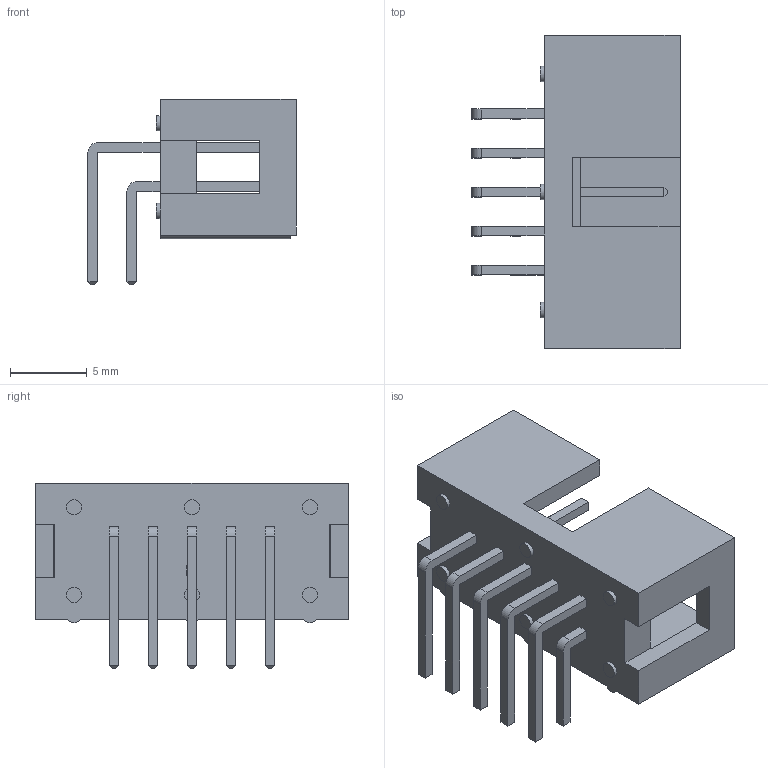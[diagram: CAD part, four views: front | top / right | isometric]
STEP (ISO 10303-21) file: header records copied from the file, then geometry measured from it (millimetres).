
FILE_DESCRIPTION(('FreeCAD Model'),'2;1');
FILE_NAME('Open CASCADE Shape Model','2024-01-07T21:51:23',(''),(''), 'Open CASCADE STEP processor 7.6','FreeCAD','Unknown');
FILE_SCHEMA(('AUTOMOTIVE_DESIGN { 1 0 10303 214 1 1 1 1 }'));
Length unit declared in the file: millimetre
Products named in the file (1): COCO3_RGB
Bounding box: 13.55 x 20.36 x 12.1 mm (x, y, z)
Volume: 819.2 mm3; surface area: 1516.7 mm2
Topology: 1 solids, 1 shells, 235 faces, 573 edges, 360 vertices
Faces by surface type: plane 217, cylinder 18
Full cylindrical faces by diameter (mm): 1 x6
Entity records: 8382 total; most frequent: CARTESIAN_POINT 1169, ORIENTED_EDGE 1146, DIRECTION 1087, EDGE_CURVE 573, LINE 531, VECTOR 531, VERTEX_POINT 360, AXIS2_PLACEMENT_3D 278
